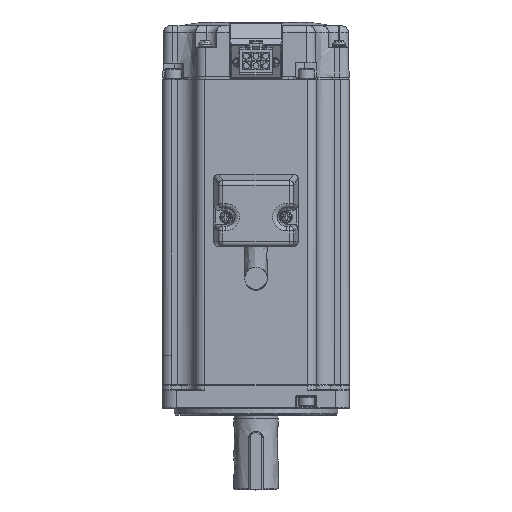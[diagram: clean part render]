
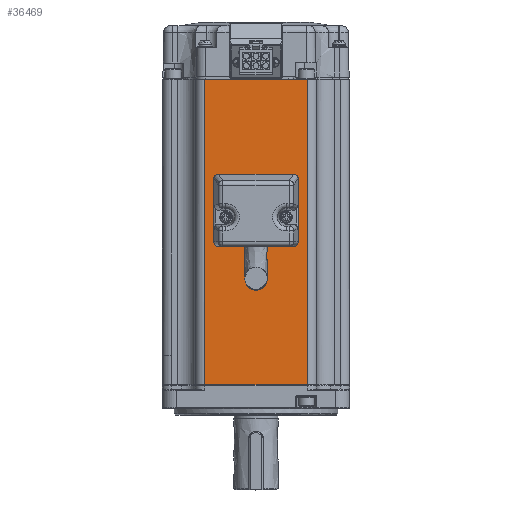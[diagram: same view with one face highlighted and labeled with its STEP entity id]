
A CAD part, top view. The second image highlights one B-rep face of the part: STEP entity #36469.
In plain terms, the highlighted free-form (B-spline) face has degree [1, 1] with [2, 2] control points.
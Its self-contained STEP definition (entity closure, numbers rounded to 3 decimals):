
#1916=CARTESIAN_POINT('',(22.,130.8,0.));
#1917=VERTEX_POINT('',#1916);
#1924=CARTESIAN_POINT('',(-22.,130.8,0.));
#1925=VERTEX_POINT('',#1924);
#1926=CARTESIAN_POINT('',(22.,130.8,0.));
#1927=CARTESIAN_POINT('',(-22.,130.8,0.));
#1928=B_SPLINE_CURVE_WITH_KNOTS('',1,(#1926,#1927),.POLYLINE_FORM.,.F.,.U.,(2,2),(0.,1.),.UNSPECIFIED.);
#1929=EDGE_CURVE('',#1917,#1925,#1928,.T.);
#13438=CARTESIAN_POINT('',(16.,90.1,0.));
#13439=VERTEX_POINT('',#13438);
#13440=CARTESIAN_POINT('',(17.8,88.3,0.));
#13441=VERTEX_POINT('',#13440);
#13442=CARTESIAN_POINT('',(16.,90.1,0.));
#13443=CARTESIAN_POINT('',(17.8,90.1,0.));
#13444=CARTESIAN_POINT('',(17.8,88.3,0.));
#13445=(BOUNDED_CURVE()B_SPLINE_CURVE(2,(#13442,#13443,#13444),.CIRCULAR_ARC.,.F.,.U.)B_SPLINE_CURVE_WITH_KNOTS((3,3),(0.,1.),.UNSPECIFIED.)CURVE()GEOMETRIC_REPRESENTATION_ITEM()RATIONAL_B_SPLINE_CURVE((1.,0.707,1.))REPRESENTATION_ITEM(''));
#13446=EDGE_CURVE('',#13439,#13441,#13445,.T.);
#13476=CARTESIAN_POINT('',(17.8,61.3,0.));
#13477=VERTEX_POINT('',#13476);
#13478=CARTESIAN_POINT('',(17.8,88.3,0.));
#13479=CARTESIAN_POINT('',(17.8,61.3,0.));
#13480=B_SPLINE_CURVE_WITH_KNOTS('',1,(#13478,#13479),.POLYLINE_FORM.,.F.,.U.,(2,2),(0.,1.),.UNSPECIFIED.);
#13481=EDGE_CURVE('',#13441,#13477,#13480,.T.);
#13510=CARTESIAN_POINT('',(16.,59.5,0.));
#13511=VERTEX_POINT('',#13510);
#13512=CARTESIAN_POINT('',(17.8,61.3,0.));
#13513=CARTESIAN_POINT('',(17.8,59.5,0.));
#13514=CARTESIAN_POINT('',(16.,59.5,0.));
#13515=(BOUNDED_CURVE()B_SPLINE_CURVE(2,(#13512,#13513,#13514),.CIRCULAR_ARC.,.F.,.U.)B_SPLINE_CURVE_WITH_KNOTS((3,3),(0.,1.),.UNSPECIFIED.)CURVE()GEOMETRIC_REPRESENTATION_ITEM()RATIONAL_B_SPLINE_CURVE((1.,0.707,1.))REPRESENTATION_ITEM(''));
#13516=EDGE_CURVE('',#13477,#13511,#13515,.T.);
#13578=CARTESIAN_POINT('',(-16.,59.5,0.));
#13579=VERTEX_POINT('',#13578);
#13585=CARTESIAN_POINT('',(16.,59.5,0.));
#13586=CARTESIAN_POINT('',(-16.,59.5,0.));
#13587=B_SPLINE_CURVE_WITH_KNOTS('',1,(#13585,#13586),.POLYLINE_FORM.,.F.,.U.,(2,2),(0.,1.),.UNSPECIFIED.);
#13588=EDGE_CURVE('',#13511,#13579,#13587,.T.);
#13651=CARTESIAN_POINT('',(-17.8,61.3,0.));
#13652=VERTEX_POINT('',#13651);
#13653=CARTESIAN_POINT('',(-16.,59.5,0.));
#13654=CARTESIAN_POINT('',(-17.8,59.5,0.));
#13655=CARTESIAN_POINT('',(-17.8,61.3,0.));
#13656=(BOUNDED_CURVE()B_SPLINE_CURVE(2,(#13653,#13654,#13655),.CIRCULAR_ARC.,.F.,.U.)B_SPLINE_CURVE_WITH_KNOTS((3,3),(0.,1.),.UNSPECIFIED.)CURVE()GEOMETRIC_REPRESENTATION_ITEM()RATIONAL_B_SPLINE_CURVE((1.,0.707,1.))REPRESENTATION_ITEM(''));
#13657=EDGE_CURVE('',#13579,#13652,#13656,.T.);
#13681=CARTESIAN_POINT('',(-17.8,88.3,0.));
#13682=VERTEX_POINT('',#13681);
#13683=CARTESIAN_POINT('',(-17.8,61.3,0.));
#13684=CARTESIAN_POINT('',(-17.8,88.3,0.));
#13685=B_SPLINE_CURVE_WITH_KNOTS('',1,(#13683,#13684),.POLYLINE_FORM.,.F.,.U.,(2,2),(0.,1.),.UNSPECIFIED.);
#13686=EDGE_CURVE('',#13652,#13682,#13685,.T.);
#13715=CARTESIAN_POINT('',(-16.,90.1,0.));
#13716=VERTEX_POINT('',#13715);
#13717=CARTESIAN_POINT('',(-17.8,88.3,0.));
#13718=CARTESIAN_POINT('',(-17.8,90.1,0.));
#13719=CARTESIAN_POINT('',(-16.,90.1,0.));
#13720=(BOUNDED_CURVE()B_SPLINE_CURVE(2,(#13717,#13718,#13719),.CIRCULAR_ARC.,.F.,.U.)B_SPLINE_CURVE_WITH_KNOTS((3,3),(0.,1.),.UNSPECIFIED.)CURVE()GEOMETRIC_REPRESENTATION_ITEM()RATIONAL_B_SPLINE_CURVE((1.,0.707,1.))REPRESENTATION_ITEM(''));
#13721=EDGE_CURVE('',#13682,#13716,#13720,.T.);
#13745=CARTESIAN_POINT('',(-16.,90.1,0.));
#13746=CARTESIAN_POINT('',(16.,90.1,0.));
#13747=B_SPLINE_CURVE_WITH_KNOTS('',1,(#13745,#13746),.POLYLINE_FORM.,.F.,.U.,(2,2),(0.,1.),.UNSPECIFIED.);
#13748=EDGE_CURVE('',#13716,#13439,#13747,.T.);
#36403=CARTESIAN_POINT('',(-22.,0.3,0.));
#36404=VERTEX_POINT('',#36403);
#36411=CARTESIAN_POINT('',(-22.,130.8,0.));
#36412=CARTESIAN_POINT('',(-22.,0.3,0.));
#36413=B_SPLINE_CURVE_WITH_KNOTS('',1,(#36411,#36412),.POLYLINE_FORM.,.F.,.U.,(2,2),(0.,1.),.UNSPECIFIED.);
#36414=EDGE_CURVE('',#1925,#36404,#36413,.T.);
#36427=CARTESIAN_POINT('',(22.,0.3,0.));
#36428=VERTEX_POINT('',#36427);
#36429=CARTESIAN_POINT('',(22.,130.8,0.));
#36430=CARTESIAN_POINT('',(22.,0.3,0.));
#36431=B_SPLINE_CURVE_WITH_KNOTS('',1,(#36429,#36430),.POLYLINE_FORM.,.F.,.U.,(2,2),(0.,1.),.UNSPECIFIED.);
#36432=EDGE_CURVE('',#1917,#36428,#36431,.T.);
#36444=CARTESIAN_POINT('',(-22.,0.3,0.));
#36445=CARTESIAN_POINT('',(-22.,130.8,0.));
#36446=CARTESIAN_POINT('',(22.,0.3,0.));
#36447=CARTESIAN_POINT('',(22.,130.8,0.));
#36448=B_SPLINE_SURFACE_WITH_KNOTS('',1,1,((#36444,#36445),(#36446,#36447)),.PLANE_SURF.,.F.,.F.,.U.,(2,2),(2,2),(0.,1.),(0.,1.),.UNSPECIFIED.);
#36449=ORIENTED_EDGE('',*,*,#1929,.T.);
#36450=ORIENTED_EDGE('',*,*,#36414,.T.);
#36451=CARTESIAN_POINT('',(22.,0.3,0.));
#36452=CARTESIAN_POINT('',(-22.,0.3,0.));
#36453=B_SPLINE_CURVE_WITH_KNOTS('',1,(#36451,#36452),.POLYLINE_FORM.,.F.,.U.,(2,2),(0.,1.),.UNSPECIFIED.);
#36454=EDGE_CURVE('',#36428,#36404,#36453,.T.);
#36455=ORIENTED_EDGE('',*,*,#36454,.F.);
#36456=ORIENTED_EDGE('',*,*,#36432,.F.);
#36457=EDGE_LOOP('',(#36449,#36450,#36455,#36456));
#36458=FACE_OUTER_BOUND('',#36457,.T.);
#36459=ORIENTED_EDGE('',*,*,#13446,.T.);
#36460=ORIENTED_EDGE('',*,*,#13481,.T.);
#36461=ORIENTED_EDGE('',*,*,#13516,.T.);
#36462=ORIENTED_EDGE('',*,*,#13588,.T.);
#36463=ORIENTED_EDGE('',*,*,#13657,.T.);
#36464=ORIENTED_EDGE('',*,*,#13686,.T.);
#36465=ORIENTED_EDGE('',*,*,#13721,.T.);
#36466=ORIENTED_EDGE('',*,*,#13748,.T.);
#36467=EDGE_LOOP('',(#36459,#36460,#36461,#36462,#36463,#36464,#36465,#36466));
#36468=FACE_BOUND('',#36467,.T.);
#36469=ADVANCED_FACE('',(#36458,#36468),#36448,.T.);
